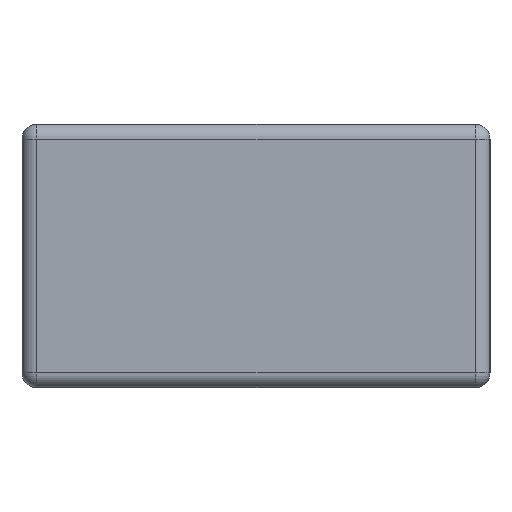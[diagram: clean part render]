
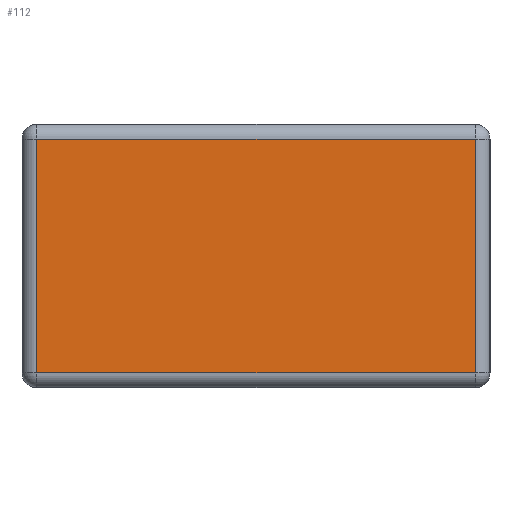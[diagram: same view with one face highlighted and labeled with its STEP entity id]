
A CAD part, left-side view. The second image highlights one B-rep face of the part: STEP entity #112.
In plain terms, the highlighted planar face has unit normal (-1, 0, 0).
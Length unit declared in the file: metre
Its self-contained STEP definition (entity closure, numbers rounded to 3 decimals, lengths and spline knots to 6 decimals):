
#112 = ADVANCED_FACE( '', ( #236 ), #237, .F. );
#236 = FACE_OUTER_BOUND( '', #373, .T. );
#237 = PLANE( '', #374 );
#373 = EDGE_LOOP( '', ( #591, #592, #593, #594 ) );
#374 = AXIS2_PLACEMENT_3D( '', #595, #596, #597 );
#591 = ORIENTED_EDGE( '', *, *, #848, .T. );
#592 = ORIENTED_EDGE( '', *, *, #804, .T. );
#593 = ORIENTED_EDGE( '', *, *, #849, .T. );
#594 = ORIENTED_EDGE( '', *, *, #850, .T. );
#595 = CARTESIAN_POINT( '', ( -0.0016, -0.0008, 0.00045 ) );
#596 = DIRECTION( '', ( 1., 0., 0. ) );
#597 = DIRECTION( '', ( 0., 0., -1. ) );
#804 = EDGE_CURVE( '', #949, #953, #955, .T. );
#848 = EDGE_CURVE( '', #1018, #949, #1019, .T. );
#849 = EDGE_CURVE( '', #953, #927, #1020, .F. );
#850 = EDGE_CURVE( '', #927, #1018, #1021, .F. );
#927 = VERTEX_POINT( '', #1116 );
#949 = VERTEX_POINT( '', #1142 );
#953 = VERTEX_POINT( '', #1147 );
#955 = LINE( '', #1149, #1150 );
#1018 = VERTEX_POINT( '', #1234 );
#1019 = LINE( '', #1235, #1236 );
#1020 = LINE( '', #1237, #1238 );
#1021 = LINE( '', #1239, #1240 );
#1116 = CARTESIAN_POINT( '', ( -0.0016, -0.00075, 0.00005 ) );
#1142 = CARTESIAN_POINT( '', ( -0.0016, 0.00075, 0.00085 ) );
#1147 = CARTESIAN_POINT( '', ( -0.0016, 0.00075, 0.00005 ) );
#1149 = CARTESIAN_POINT( '', ( -0.0016, 0.00075, 0.00045 ) );
#1150 = VECTOR( '', #1356, 1. );
#1234 = CARTESIAN_POINT( '', ( -0.0016, -0.00075, 0.00085 ) );
#1235 = CARTESIAN_POINT( '', ( -0.0016, -0.0008, 0.00085 ) );
#1236 = VECTOR( '', #1408, 1. );
#1237 = CARTESIAN_POINT( '', ( -0.0016, -0.0008, 0.00005 ) );
#1238 = VECTOR( '', #1409, 1. );
#1239 = CARTESIAN_POINT( '', ( -0.0016, -0.00075, 0.0009 ) );
#1240 = VECTOR( '', #1410, 1. );
#1356 = DIRECTION( '', ( 0., 0., -1. ) );
#1408 = DIRECTION( '', ( 0., 1., 0. ) );
#1409 = DIRECTION( '', ( 0., 1., 0. ) );
#1410 = DIRECTION( '', ( 0., 0., -1. ) );
